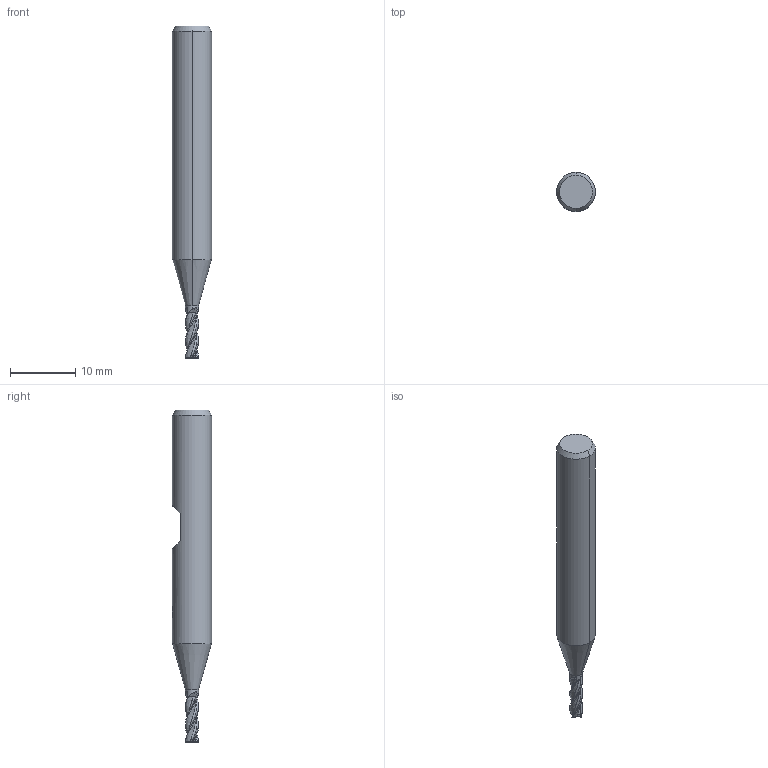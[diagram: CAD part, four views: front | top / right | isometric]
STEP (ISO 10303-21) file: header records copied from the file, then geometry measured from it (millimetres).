
FILE_DESCRIPTION(('no description'),'unknown implementation level');
FILE_NAME('solid_lzQSXelVhPHATjo0zhmKixkKMc_1.STP',' ',('CIM GmbH Aachen'),('CADClick - KiM GmbH - www.kimweb.de'),'unknown preprocess','ACIS','unknown authorization');
FILE_SCHEMA(('automotive_design'));
Length unit declared in the file: millimetre
Products named in the file (2): 1; 2
Bounding box: 6 x 6 x 51 mm (x, y, z)
Volume: 1101.8 mm3; surface area: 851.8 mm2
Topology: 2 solids, 2 shells, 93 faces, 258 edges, 169 vertices
Faces by surface type: plane 34, bspline 20, revolution 16, cone 12, cylinder 11
Entity records: 9852 total; most frequent: CARTESIAN_POINT 4795, STYLED_ITEM 522, PRESENTATION_STYLE_ASSIGNMENT 522, COLOUR_RGB 522, ORIENTED_EDGE 516, DIRECTION 333, EDGE_CURVE 258, CURVE_STYLE 258
